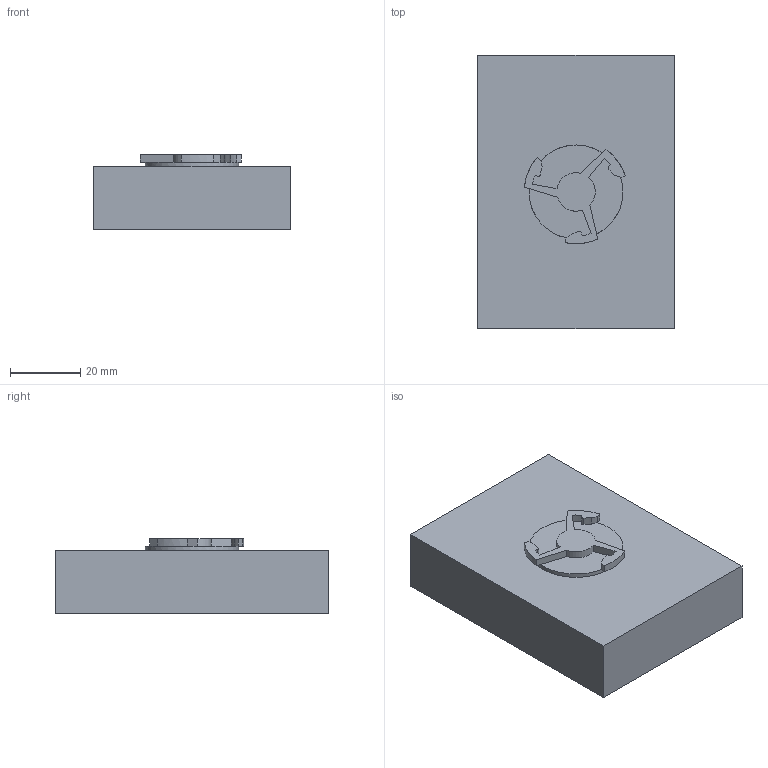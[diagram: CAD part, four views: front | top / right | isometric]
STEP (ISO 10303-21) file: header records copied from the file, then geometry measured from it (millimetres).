
FILE_DESCRIPTION(('HOOPS Exchange Step'),'2;1');
FILE_NAME('temp_export','2025-05-27T23:05:58+02:00',('mobile'),('Shapr3D Limited'),'HOOPS Exchange 2024.8','Shapr3D','Authorized');
FILE_SCHEMA( ('AP203_CONFIGURATION_CONTROLLED_3D_DESIGN_OF_MECHANICAL_PARTS_AND_ASSEMBLIES_MIM_LF') );
Length unit declared in the file: millimetre
Products named in the file (79): Folder 51; Folder 03; Circular Pattern 01; Folder 02; Folder 47; Linear Pattern 03; Linear Pattern 02; Folder 04; Linear Pattern 01; Hinges.step; Circular Pattern 17; Circular Pattern 16; 2664N352_Metal Gear - 20 Degree Pressure Angle 2.STEP; 2664N538_Metal Gear - 20 Degree Pressure Angle.STEP; 2664N539_Metal Gear - 20 Degree Pressure Angle.STEP; 2664N536_Metal Gear - 20 Degree Pressure Angle.STEP; 2696N27_Metal Internal Gear - 20 Degree Pressure Angle 2.STEP; 2696N15_Metal Internal Gear - 20 Degree Pressure Angle.STEP; Circular Pattern 15; Circular Pattern 14; Circular Pattern 13; Circular Pattern 12; Circular Pattern 11; Circular Pattern 10; Circular Pattern 09; Circular Pattern 08; Circular Pattern 07; Circular Pattern 06; Circular Pattern 05; Circular Pattern 04; Circular Pattern 03; Circular Pattern 02; root
Assembly tree (78 placements, depth 2):
  root
    Folder 51
    Folder 03
    Circular Pattern 01
    Folder 02
    Folder 47
    Folder 03
    Circular Pattern 01
    Linear Pattern 03
    Linear Pattern 02
    Folder 04
    Linear Pattern 01
    Folder 02
    Hinges.step
    Circular Pattern 01
    Circular Pattern 01
    Circular Pattern 17
    Circular Pattern 16
    2664N352_Metal Gear - 20 Degree Pressure Angle 2.STEP
    2664N538_Metal Gear - 20 Degree Pressure Angle.STEP
    2664N539_Metal Gear - 20 Degree Pressure Angle.STEP
    2664N536_Metal Gear - 20 Degree Pressure Angle.STEP
    2696N27_Metal Internal Gear - 20 Degree Pressure Angle 2.STEP
    2696N15_Metal Internal Gear - 20 Degree Pressure Angle.STEP
    Circular Pattern 15
    Circular Pattern 14
    Circular Pattern 13
    Circular Pattern 12
    Circular Pattern 11
    Hinges.step
    Circular Pattern 10
    Circular Pattern 09
    Circular Pattern 08
    Circular Pattern 07
    Circular Pattern 06
    Circular Pattern 05
    Circular Pattern 04
    Circular Pattern 03
    Circular Pattern 02
    Circular Pattern 01
    Folder 51
    Folder 03
    Circular Pattern 01
    Folder 02
    Folder 47
    Folder 03
    Circular Pattern 01
    Linear Pattern 03
    Linear Pattern 02
    Folder 04
    Linear Pattern 01
    Folder 02
    Hinges.step
    Circular Pattern 01
    Circular Pattern 01
    Circular Pattern 17
    Circular Pattern 16
    2664N352_Metal Gear - 20 Degree Pressure Angle 2.STEP
    2664N538_Metal Gear - 20 Degree Pressure Angle.STEP
    2664N539_Metal Gear - 20 Degree Pressure Angle.STEP
Bounding box: 56 x 78 x 21.4 mm (x, y, z)
Volume: 32673.8 mm3; surface area: 22809.1 mm2
Topology: 1 solids, 1 shells, 85 faces, 223 edges, 147 vertices
Faces by surface type: plane 41, bspline 33, cylinder 10, extrusion 1
Full cylindrical faces by diameter (mm): 26.8 x1
Entity records: 6498 total; most frequent: CARTESIAN_POINT 3168, DIRECTION 452, ORIENTED_EDGE 446, EDGE_CURVE 223, AXIS2_PLACEMENT_3D 166, PRODUCT_DEFINITION_SHAPE 157, VERTEX_POINT 147, VECTOR 120
